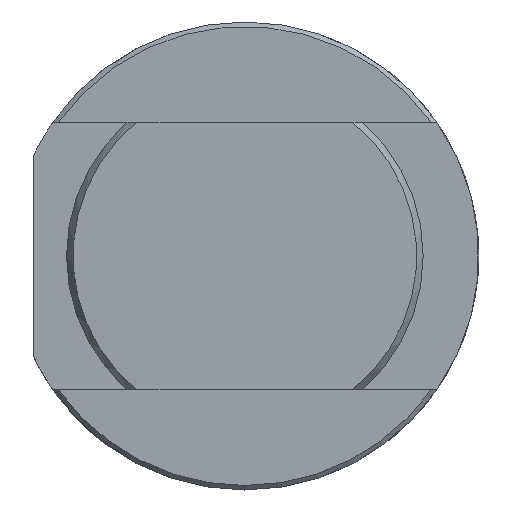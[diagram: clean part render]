
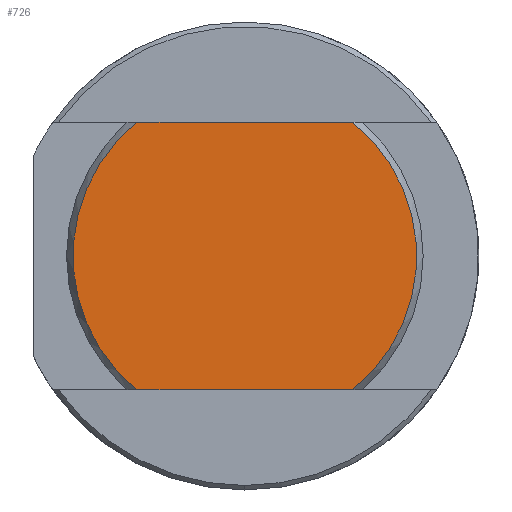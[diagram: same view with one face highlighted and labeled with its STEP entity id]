
A CAD part, left-side view. The second image highlights one B-rep face of the part: STEP entity #726.
In plain terms, the highlighted planar face has unit normal (-1, 0, 0).
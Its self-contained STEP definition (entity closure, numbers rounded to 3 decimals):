
#152 = CARTESIAN_POINT ( 'NONE',  ( 0., 0., 0. ) ) ;
#153 = PLANE ( 'NONE',  #1245 ) ;
#154 = DIRECTION ( 'NONE',  ( 1., 0., 0. ) ) ;
#155 = DIRECTION ( 'NONE',  ( 0., 0., -1. ) ) ;
#516 = CARTESIAN_POINT ( 'NONE',  ( 0., 8.617, -6. ) ) ;
#517 = DIRECTION ( 'NONE',  ( 0., 1., 0. ) ) ;
#632 = CARTESIAN_POINT ( 'NONE',  ( 0., 0., 0. ) ) ;
#633 = DIRECTION ( 'NONE',  ( -1., 0., 0. ) ) ;
#634 = DIRECTION ( 'NONE',  ( 0., 0., -1. ) ) ;
#651 = CARTESIAN_POINT ( 'NONE',  ( 0., 8.617, 6. ) ) ;
#652 = DIRECTION ( 'NONE',  ( 0., -1., 0. ) ) ;
#726 = ADVANCED_FACE ( 'NONE', ( #2115 ), #153, .F. ) ;
#962 = CARTESIAN_POINT ( 'NONE',  ( 0., 0., 0. ) ) ;
#969 = DIRECTION ( 'NONE',  ( -1., 0., 0. ) ) ;
#970 = DIRECTION ( 'NONE',  ( 0., 0., -1. ) ) ;
#1078 = EDGE_CURVE ( 'NONE', #1619, #1554, #3087, .T. ) ;
#1132 = EDGE_CURVE ( 'NONE', #1596, #1569, #3152, .T. ) ;
#1144 = EDGE_CURVE ( 'NONE', #1619, #1569, #3160, .T. ) ;
#1245 = AXIS2_PLACEMENT_3D ( 'NONE', #152, #154, #155 ) ;
#1265 = EDGE_CURVE ( 'NONE', #1596, #1554, #3301, .T. ) ;
#1554 = VERTEX_POINT ( 'NONE', #3925 ) ;
#1569 = VERTEX_POINT ( 'NONE', #3940 ) ;
#1596 = VERTEX_POINT ( 'NONE', #3967 ) ;
#1619 = VERTEX_POINT ( 'NONE', #3990 ) ;
#2115 = FACE_OUTER_BOUND ( 'NONE', #4396, .T. ) ;
#2318 = AXIS2_PLACEMENT_3D ( 'NONE', #632, #633, #634 ) ;
#2340 = AXIS2_PLACEMENT_3D ( 'NONE', #962, #969, #970 ) ;
#3087 = CIRCLE ( 'NONE', #2340, 7.711 ) ;
#3152 = CIRCLE ( 'NONE', #2318, 7.711 ) ;
#3160 = LINE ( 'NONE', #651, #3161 ) ;
#3161 = VECTOR ( 'NONE', #652, 1000. ) ;
#3301 = LINE ( 'NONE', #516, #3302 ) ;
#3302 = VECTOR ( 'NONE', #517, 1000. ) ;
#3925 = CARTESIAN_POINT ( 'NONE',  ( 0., 4.844, -6. ) ) ;
#3940 = CARTESIAN_POINT ( 'NONE',  ( 0., -4.844, 6. ) ) ;
#3967 = CARTESIAN_POINT ( 'NONE',  ( 0., -4.844, -6. ) ) ;
#3990 = CARTESIAN_POINT ( 'NONE',  ( 0., 4.844, 6. ) ) ;
#4396 = EDGE_LOOP ( 'NONE', ( #4588, #4587, #4586, #4585 ) ) ;
#4585 = ORIENTED_EDGE ( 'NONE', *, *, #1265, .F. ) ;
#4586 = ORIENTED_EDGE ( 'NONE', *, *, #1078, .T. ) ;
#4587 = ORIENTED_EDGE ( 'NONE', *, *, #1144, .F. ) ;
#4588 = ORIENTED_EDGE ( 'NONE', *, *, #1132, .T. ) ;
